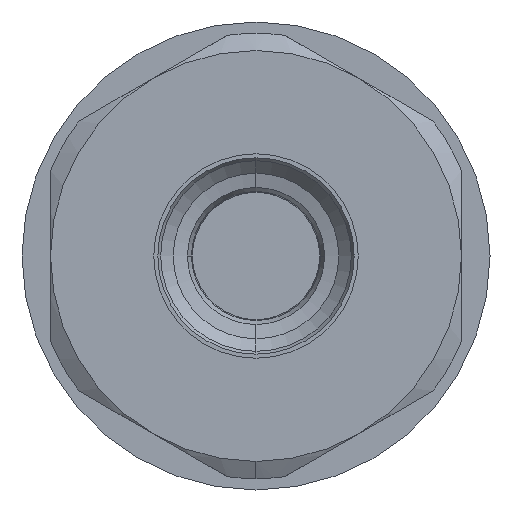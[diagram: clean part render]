
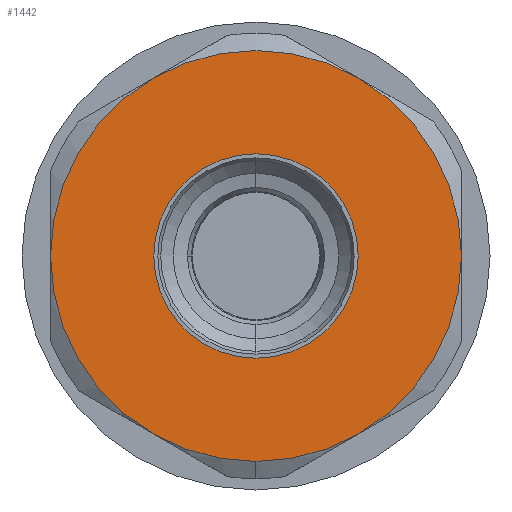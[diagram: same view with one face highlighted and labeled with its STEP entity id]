
A CAD part, left-side view. The second image highlights one B-rep face of the part: STEP entity #1442.
In plain terms, the highlighted planar face has unit normal (-1, 0, 0).
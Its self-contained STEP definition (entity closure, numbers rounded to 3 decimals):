
#26 = VERTEX_POINT ( 'NONE', #1462 ) ;
#43 = EDGE_LOOP ( 'NONE', ( #4283, #4179, #5962, #916, #332, #3597, #5008 ) ) ;
#120 = CARTESIAN_POINT ( 'NONE',  ( 0., 0., 0. ) ) ;
#244 = CIRCLE ( 'NONE', #1181, 8.955 ) ;
#252 = DIRECTION ( 'NONE',  ( 1., 0., 0. ) ) ;
#332 = ORIENTED_EDGE ( 'NONE', *, *, #3286, .F. ) ;
#353 = DIRECTION ( 'NONE',  ( -1., 0., 0. ) ) ;
#357 = AXIS2_PLACEMENT_3D ( 'NONE', #5551, #2582, #6053 ) ;
#462 = CARTESIAN_POINT ( 'NONE',  ( 0., 0., 0. ) ) ;
#561 = DIRECTION ( 'NONE',  ( 1., 0., 0. ) ) ;
#618 = DIRECTION ( 'NONE',  ( 1., 0., 0. ) ) ;
#625 = DIRECTION ( 'NONE',  ( 0., 0., -1. ) ) ;
#664 = CARTESIAN_POINT ( 'NONE',  ( 0., 9., 15.588 ) ) ;
#694 = CIRCLE ( 'NONE', #4132, 18. ) ;
#916 = ORIENTED_EDGE ( 'NONE', *, *, #2499, .F. ) ;
#951 = DIRECTION ( 'NONE',  ( 0., 0., 1. ) ) ;
#1181 = AXIS2_PLACEMENT_3D ( 'NONE', #3308, #353, #3804 ) ;
#1442 = ADVANCED_FACE ( 'NONE', ( #6216, #3593 ), #6221, .F. ) ;
#1462 = CARTESIAN_POINT ( 'NONE',  ( 0., 0., -18. ) ) ;
#1511 = CARTESIAN_POINT ( 'NONE',  ( 0., 0., 0. ) ) ;
#1888 = EDGE_LOOP ( 'NONE', ( #3289, #5815 ) ) ;
#2180 = DIRECTION ( 'NONE',  ( 0., 0., -1. ) ) ;
#2214 = DIRECTION ( 'NONE',  ( 1., 0., 0. ) ) ;
#2369 = DIRECTION ( 'NONE',  ( 1., 0., 0. ) ) ;
#2413 = EDGE_CURVE ( 'NONE', #4496, #5106, #4334, .T. ) ;
#2496 = VERTEX_POINT ( 'NONE', #4650 ) ;
#2499 = EDGE_CURVE ( 'NONE', #5617, #4205, #5341, .T. ) ;
#2582 = DIRECTION ( 'NONE',  ( 1., 0., 0. ) ) ;
#2696 = EDGE_CURVE ( 'NONE', #26, #4905, #3581, .T. ) ;
#2790 = VERTEX_POINT ( 'NONE', #3071 ) ;
#2965 = AXIS2_PLACEMENT_3D ( 'NONE', #462, #3916, #951 ) ;
#3071 = CARTESIAN_POINT ( 'NONE',  ( 0., 0., -8.955 ) ) ;
#3117 = EDGE_CURVE ( 'NONE', #4205, #26, #6129, .T. ) ;
#3203 = EDGE_CURVE ( 'NONE', #5889, #2790, #244, .T. ) ;
#3254 = DIRECTION ( 'NONE',  ( 0., 0., -1. ) ) ;
#3286 = EDGE_CURVE ( 'NONE', #5106, #5617, #6355, .T. ) ;
#3289 = ORIENTED_EDGE ( 'NONE', *, *, #3203, .F. ) ;
#3308 = CARTESIAN_POINT ( 'NONE',  ( 0., 0., 0. ) ) ;
#3440 = CARTESIAN_POINT ( 'NONE',  ( 0., -9., 15.588 ) ) ;
#3486 = CIRCLE ( 'NONE', #2965, 8.955 ) ;
#3517 = CARTESIAN_POINT ( 'NONE',  ( 0., 0., 0. ) ) ;
#3527 = AXIS2_PLACEMENT_3D ( 'NONE', #5326, #2369, #5837 ) ;
#3571 = CARTESIAN_POINT ( 'NONE',  ( 0., 0., 0. ) ) ;
#3579 = DIRECTION ( 'NONE',  ( 1., 0., 0. ) ) ;
#3581 = CIRCLE ( 'NONE', #5960, 18. ) ;
#3593 = FACE_BOUND ( 'NONE', #1888, .T. ) ;
#3597 = ORIENTED_EDGE ( 'NONE', *, *, #2413, .F. ) ;
#3641 = CARTESIAN_POINT ( 'NONE',  ( 0., -18., 0. ) ) ;
#3794 = AXIS2_PLACEMENT_3D ( 'NONE', #5626, #252, #3254 ) ;
#3804 = DIRECTION ( 'NONE',  ( 0., 0., 1. ) ) ;
#3910 = CARTESIAN_POINT ( 'NONE',  ( 0., 0., 8.955 ) ) ;
#3916 = DIRECTION ( 'NONE',  ( -1., 0., 0. ) ) ;
#3920 = EDGE_CURVE ( 'NONE', #4905, #2496, #694, .T. ) ;
#4009 = DIRECTION ( 'NONE',  ( 0., 0., -1. ) ) ;
#4061 = DIRECTION ( 'NONE',  ( 0., 0., -1. ) ) ;
#4132 = AXIS2_PLACEMENT_3D ( 'NONE', #120, #3579, #625 ) ;
#4179 = ORIENTED_EDGE ( 'NONE', *, *, #2696, .F. ) ;
#4205 = VERTEX_POINT ( 'NONE', #5198 ) ;
#4283 = ORIENTED_EDGE ( 'NONE', *, *, #3920, .F. ) ;
#4334 = CIRCLE ( 'NONE', #6424, 18. ) ;
#4496 = VERTEX_POINT ( 'NONE', #664 ) ;
#4614 = AXIS2_PLACEMENT_3D ( 'NONE', #5164, #2214, #5678 ) ;
#4617 = AXIS2_PLACEMENT_3D ( 'NONE', #1511, #4983, #2180 ) ;
#4650 = CARTESIAN_POINT ( 'NONE',  ( 0., 18., 0. ) ) ;
#4766 = EDGE_CURVE ( 'NONE', #2496, #4496, #5397, .T. ) ;
#4905 = VERTEX_POINT ( 'NONE', #5710 ) ;
#4983 = DIRECTION ( 'NONE',  ( 1., 0., 0. ) ) ;
#5008 = ORIENTED_EDGE ( 'NONE', *, *, #4766, .F. ) ;
#5106 = VERTEX_POINT ( 'NONE', #3440 ) ;
#5164 = CARTESIAN_POINT ( 'NONE',  ( 0., 0., 0. ) ) ;
#5198 = CARTESIAN_POINT ( 'NONE',  ( 0., -9., -15.588 ) ) ;
#5326 = CARTESIAN_POINT ( 'NONE',  ( 0., 0., 0. ) ) ;
#5341 = CIRCLE ( 'NONE', #4614, 18. ) ;
#5397 = CIRCLE ( 'NONE', #357, 18. ) ;
#5551 = CARTESIAN_POINT ( 'NONE',  ( 0., 0., 0. ) ) ;
#5617 = VERTEX_POINT ( 'NONE', #3641 ) ;
#5626 = CARTESIAN_POINT ( 'NONE',  ( 0., 8.955, 0. ) ) ;
#5678 = DIRECTION ( 'NONE',  ( 0., 0., -1. ) ) ;
#5710 = CARTESIAN_POINT ( 'NONE',  ( 0., 9., -15.588 ) ) ;
#5728 = EDGE_CURVE ( 'NONE', #2790, #5889, #3486, .T. ) ;
#5815 = ORIENTED_EDGE ( 'NONE', *, *, #5728, .F. ) ;
#5837 = DIRECTION ( 'NONE',  ( 0., 0., -1. ) ) ;
#5889 = VERTEX_POINT ( 'NONE', #3910 ) ;
#5960 = AXIS2_PLACEMENT_3D ( 'NONE', #3517, #561, #4009 ) ;
#5962 = ORIENTED_EDGE ( 'NONE', *, *, #3117, .F. ) ;
#6053 = DIRECTION ( 'NONE',  ( 0., 1., 0. ) ) ;
#6129 = CIRCLE ( 'NONE', #4617, 18. ) ;
#6216 = FACE_OUTER_BOUND ( 'NONE', #43, .T. ) ;
#6221 = PLANE ( 'NONE',  #3794 ) ;
#6355 = CIRCLE ( 'NONE', #3527, 18. ) ;
#6424 = AXIS2_PLACEMENT_3D ( 'NONE', #3571, #618, #4061 ) ;
